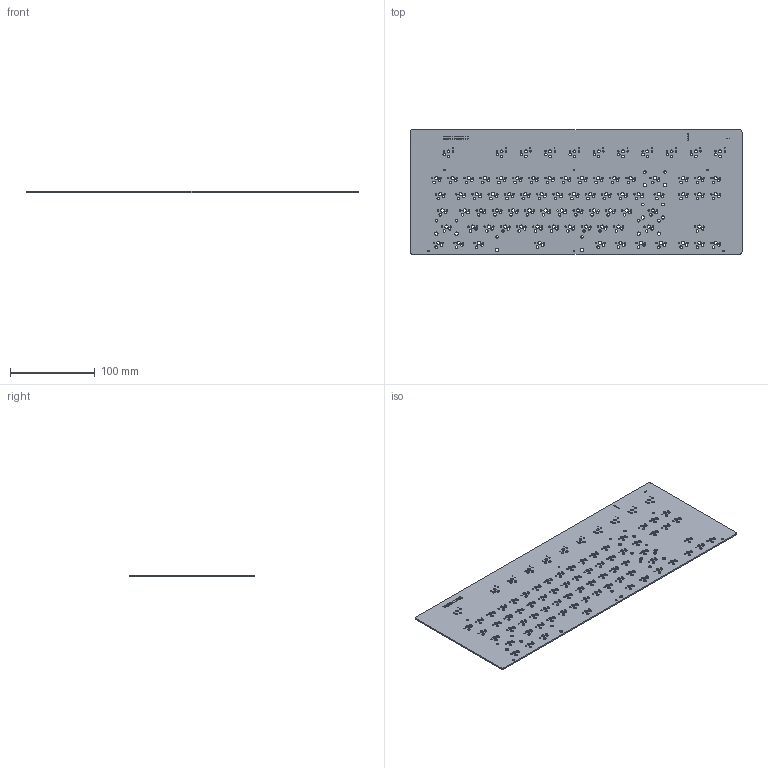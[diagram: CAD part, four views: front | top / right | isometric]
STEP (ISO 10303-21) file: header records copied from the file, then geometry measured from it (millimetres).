
FILE_DESCRIPTION(('KiCad electronic assembly'),'2;1');
FILE_NAME('DecenTKL.step','2024-07-01T18:30:39',('Pcbnew'),('Kicad'), 'Open CASCADE STEP processor 7.8','KiCad to STEP converter','Unknown' );
FILE_SCHEMA(('AUTOMOTIVE_DESIGN { 1 0 10303 214 1 1 1 1 }'));
Length unit declared in the file: millimetre
Products named in the file (2): DecenTKL 1; _autosave-DecentUSB_PCB
Assembly tree (1 placements, depth 2):
  DecenTKL 1
    _autosave-DecentUSB_PCB
Bounding box: 390.61 x 146.69 x 1.6 mm (x, y, z)
Volume: 87228.8 mm3; surface area: 116862.2 mm2
Topology: 1 solids, 1 shells, 488 faces, 1458 edges, 972 vertices
Faces by surface type: cylinder 481, plane 7
Full cylindrical faces by diameter (mm): 0.6 x2, 0.991 x11, 1 x24, 1.2 x4, 1.702 x164, 2.2 x6, 3 x164, 3.05 x10, 3.429 x11, 3.988 x71, 4 x10
Entity records: 18969 total; most frequent: DIRECTION 3400, CARTESIAN_POINT 2920, ORIENTED_EDGE 2916, EDGE_CURVE 1458, AXIS2_PLACEMENT_3D 1452, FACE_BOUND 1442, EDGE_LOOP 1442, VERTEX_POINT 972
